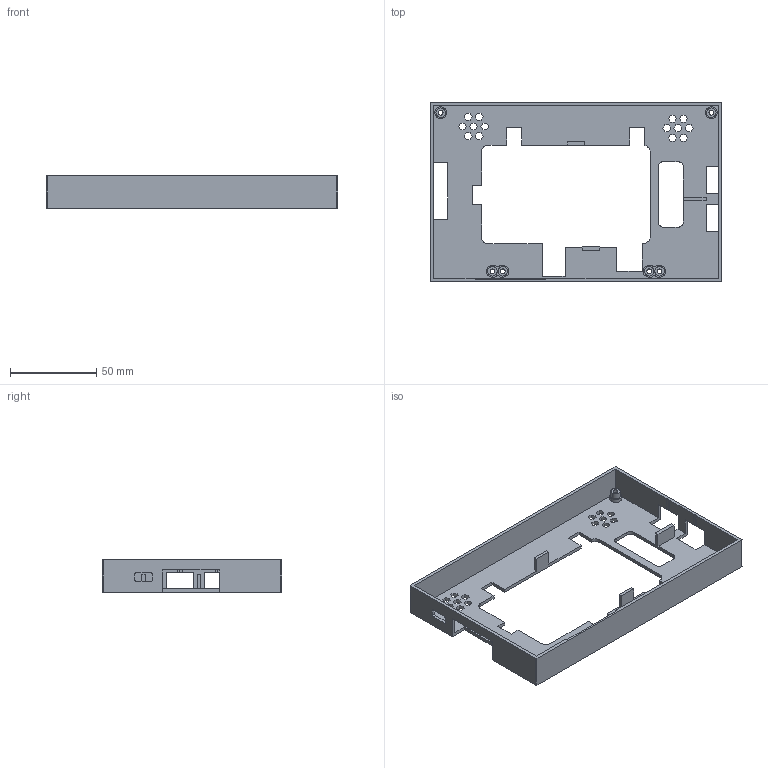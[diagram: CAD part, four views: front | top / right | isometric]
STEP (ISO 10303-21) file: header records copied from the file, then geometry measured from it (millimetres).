
FILE_DESCRIPTION (( 'STEP AP214' ), '1' );
FILE_NAME ('Raspberry_7INCH_DSI_800x480_BackCase_RevC_NoSSD_Type2.STEP', '2022-09-05T00:15:35', ( '' ), ( '' ), 'SwSTEP 2.0', 'SolidWorks 2017', '' );
FILE_SCHEMA (( 'AUTOMOTIVE_DESIGN' ));
Length unit declared in the file: millimetre
Products named in the file (1): Raspberry_7INCH_DSI_800x480_BackCase_RevC_NoSSD_Type2
Bounding box: 169 x 104 x 19 mm (x, y, z)
Volume: 35828.7 mm3; surface area: 41255.5 mm2
Topology: 1 solids, 1 shells, 245 faces, 696 edges, 464 vertices
Faces by surface type: plane 174, cylinder 71
Entity records: 8070 total; most frequent: CARTESIAN_POINT 1406, ORIENTED_EDGE 1392, DIRECTION 1330, EDGE_CURVE 696, LINE 554, VECTOR 554, VERTEX_POINT 464, AXIS2_PLACEMENT_3D 388
